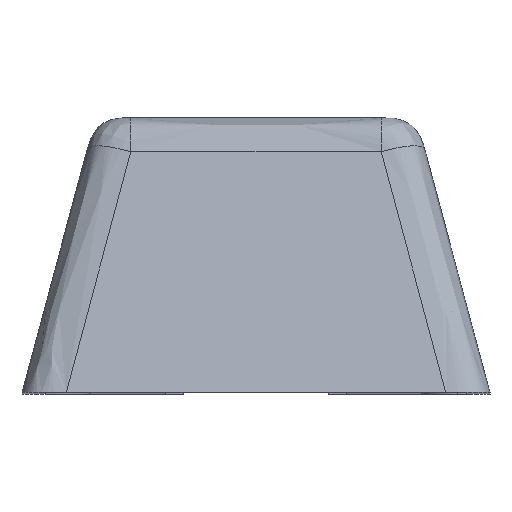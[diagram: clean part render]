
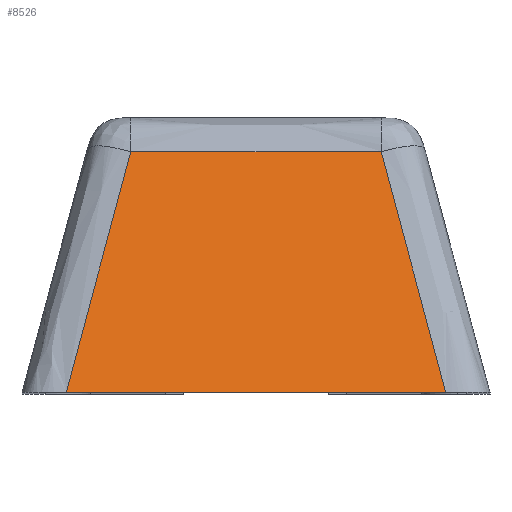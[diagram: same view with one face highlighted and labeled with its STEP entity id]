
A CAD part, top view. The second image highlights one B-rep face of the part: STEP entity #8526.
In plain terms, the highlighted planar face has unit normal (0, 0.259, 0.966).
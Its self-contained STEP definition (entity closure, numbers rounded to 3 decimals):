
#176 = CARTESIAN_POINT ( 'NONE',  ( 45.543, -26.969, 7.226 ) ) ;
#654 = ORIENTED_EDGE ( 'NONE', *, *, #3341, .T. ) ;
#712 = CARTESIAN_POINT ( 'NONE',  ( 0., 0., 0. ) ) ;
#786 = CARTESIAN_POINT ( 'NONE',  ( 28.009, -4.706, 1.261 ) ) ;
#791 = B_SPLINE_CURVE_WITH_KNOTS ( 'NONE', 3,
 ( #2049, #7419, #6717, #6632 ),
 .UNSPECIFIED., .F., .F.,
 ( 4, 4 ),
 ( 0., 1. ),
 .UNSPECIFIED. ) ;
#831 = B_SPLINE_CURVE_WITH_KNOTS ( 'NONE', 3,
 ( #4123, #786, #8658, #4083 ),
 .UNSPECIFIED., .F., .F.,
 ( 4, 4 ),
 ( 0., 1. ),
 .UNSPECIFIED. ) ;
#877 = CARTESIAN_POINT ( 'NONE',  ( 42.56, -15.838, 4.244 ) ) ;
#1146 = VERTEX_POINT ( 'NONE', #3231 ) ;
#1195 = VERTEX_POINT ( 'NONE', #8514 ) ;
#1218 = CARTESIAN_POINT ( 'NONE',  ( 0., -38.1, 10.209 ) ) ;
#1374 = DIRECTION ( 'NONE',  ( 0., -0.966, 0.259 ) ) ;
#1549 = VECTOR ( 'NONE', #3190, 1000. ) ;
#2049 = CARTESIAN_POINT ( 'NONE',  ( 4.873, -4.706, 1.261 ) ) ;
#2667 = ORIENTED_EDGE ( 'NONE', *, *, #7080, .T. ) ;
#3190 = DIRECTION ( 'NONE',  ( 1., 0., 0. ) ) ;
#3231 = CARTESIAN_POINT ( 'NONE',  ( 39.577, -4.706, 1.261 ) ) ;
#3341 = EDGE_CURVE ( 'NONE', #1146, #5331, #831, .T. ) ;
#3379 = CARTESIAN_POINT ( 'NONE',  ( 4.873, -4.706, 1.261 ) ) ;
#3662 = ORIENTED_EDGE ( 'NONE', *, *, #7639, .T. ) ;
#4066 = VERTEX_POINT ( 'NONE', #5521 ) ;
#4083 = CARTESIAN_POINT ( 'NONE',  ( 4.873, -4.706, 1.261 ) ) ;
#4123 = CARTESIAN_POINT ( 'NONE',  ( 39.577, -4.706, 1.261 ) ) ;
#4501 = EDGE_LOOP ( 'NONE', ( #3662, #2667, #654, #8649 ) ) ;
#4889 = B_SPLINE_CURVE_WITH_KNOTS ( 'NONE', 3,
 ( #6900, #176, #877, #5585 ),
 .UNSPECIFIED., .F., .F.,
 ( 4, 4 ),
 ( 0., 1. ),
 .UNSPECIFIED. ) ;
#5244 = PLANE ( 'NONE',  #6039 ) ;
#5331 = VERTEX_POINT ( 'NONE', #3379 ) ;
#5521 = CARTESIAN_POINT ( 'NONE',  ( -4.075, -38.1, 10.209 ) ) ;
#5585 = CARTESIAN_POINT ( 'NONE',  ( 39.577, -4.706, 1.261 ) ) ;
#6039 = AXIS2_PLACEMENT_3D ( 'NONE', #712, #6691, #1374 ) ;
#6505 = LINE ( 'NONE', #1218, #1549 ) ;
#6632 = CARTESIAN_POINT ( 'NONE',  ( -4.075, -38.1, 10.209 ) ) ;
#6691 = DIRECTION ( 'NONE',  ( 0., 0.259, 0.966 ) ) ;
#6717 = CARTESIAN_POINT ( 'NONE',  ( -1.093, -26.969, 7.226 ) ) ;
#6900 = CARTESIAN_POINT ( 'NONE',  ( 48.525, -38.1, 10.209 ) ) ;
#7080 = EDGE_CURVE ( 'NONE', #1195, #1146, #4889, .T. ) ;
#7396 = FACE_OUTER_BOUND ( 'NONE', #4501, .T. ) ;
#7419 = CARTESIAN_POINT ( 'NONE',  ( 1.89, -15.838, 4.244 ) ) ;
#7517 = EDGE_CURVE ( 'NONE', #5331, #4066, #791, .T. ) ;
#7639 = EDGE_CURVE ( 'NONE', #4066, #1195, #6505, .T. ) ;
#8514 = CARTESIAN_POINT ( 'NONE',  ( 48.525, -38.1, 10.209 ) ) ;
#8526 = ADVANCED_FACE ( 'NONE', ( #7396 ), #5244, .T. ) ;
#8649 = ORIENTED_EDGE ( 'NONE', *, *, #7517, .T. ) ;
#8658 = CARTESIAN_POINT ( 'NONE',  ( 16.441, -4.706, 1.261 ) ) ;
